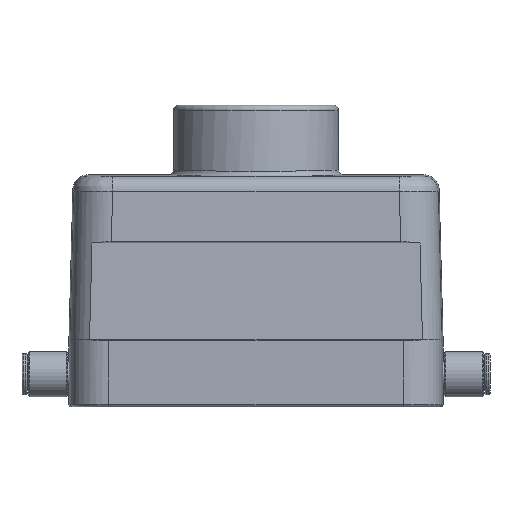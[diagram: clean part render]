
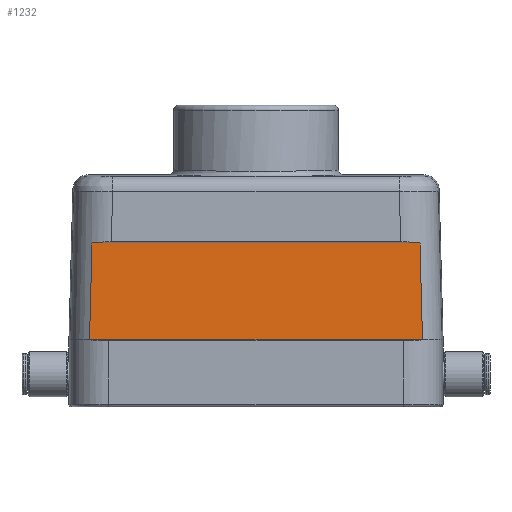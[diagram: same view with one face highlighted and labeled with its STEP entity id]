
A CAD part, front view. The second image highlights one B-rep face of the part: STEP entity #1232.
In plain terms, the highlighted planar face has unit normal (0, -1, 0.024).
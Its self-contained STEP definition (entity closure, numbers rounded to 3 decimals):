
#916=FACE_OUTER_BOUND('',#1891,.T.);
#1232=ADVANCED_FACE('',(#916),#1505,.T.);
#1505=PLANE('',#5495);
#1664=ELLIPSE('',#5493,316.467,7.5);
#1665=ELLIPSE('',#5494,316.467,7.5);
#1891=EDGE_LOOP('',(#2286,#2287,#2288,#2289,#2290,#2291,#2292,#2293));
#2286=ORIENTED_EDGE('',*,*,#3981,.T.);
#2287=ORIENTED_EDGE('',*,*,#3982,.F.);
#2288=ORIENTED_EDGE('',*,*,#3983,.F.);
#2289=ORIENTED_EDGE('',*,*,#3984,.F.);
#2290=ORIENTED_EDGE('',*,*,#3985,.F.);
#2291=ORIENTED_EDGE('',*,*,#3986,.T.);
#2292=ORIENTED_EDGE('',*,*,#3987,.T.);
#2293=ORIENTED_EDGE('',*,*,#3988,.F.);
#3546=VERTEX_POINT('',#7271);
#3547=VERTEX_POINT('',#7272);
#3548=VERTEX_POINT('',#7274);
#3549=VERTEX_POINT('',#7276);
#3550=VERTEX_POINT('',#7278);
#3551=VERTEX_POINT('',#7280);
#3552=VERTEX_POINT('',#7282);
#3553=VERTEX_POINT('',#7284);
#3981=EDGE_CURVE('',#3546,#3547,#4601,.T.);
#3982=EDGE_CURVE('',#3548,#3547,#1664,.T.);
#3983=EDGE_CURVE('',#3549,#3548,#4602,.T.);
#3984=EDGE_CURVE('',#3550,#3549,#4603,.T.);
#3985=EDGE_CURVE('',#3551,#3550,#4604,.T.);
#3986=EDGE_CURVE('',#3551,#3552,#4605,.T.);
#3987=EDGE_CURVE('',#3552,#3553,#4606,.T.);
#3988=EDGE_CURVE('',#3546,#3553,#1665,.T.);
#4601=LINE('',#7270,#4992);
#4602=LINE('',#7275,#4993);
#4603=LINE('',#7277,#4994);
#4604=LINE('',#7279,#4995);
#4605=LINE('',#7281,#4996);
#4606=LINE('',#7283,#4997);
#4992=VECTOR('',#5991,1.);
#4993=VECTOR('',#5994,1.);
#4994=VECTOR('',#5995,1.);
#4995=VECTOR('',#5996,1.);
#4996=VECTOR('',#5997,1.);
#4997=VECTOR('',#5998,1.);
#5493=AXIS2_PLACEMENT_3D('',#7273,#5992,#5993);
#5494=AXIS2_PLACEMENT_3D('',#7285,#5999,#6000);
#5495=AXIS2_PLACEMENT_3D('',#7286,#6001,#6002);
#5991=DIRECTION('',(1.,0.,0.));
#5992=DIRECTION('',(0.,1.,-0.024));
#5993=DIRECTION('',(0.,-0.024,-1.));
#5994=DIRECTION('',(0.026,-0.024,-0.999));
#5995=DIRECTION('',(0.026,-0.024,-0.999));
#5996=DIRECTION('',(1.,0.,0.));
#5997=DIRECTION('',(-0.026,-0.024,-0.999));
#5998=DIRECTION('',(-0.026,-0.024,-0.999));
#5999=DIRECTION('',(0.,1.,-0.024));
#6000=DIRECTION('',(0.,-0.024,-1.));
#6001=DIRECTION('',(0.,-1.,0.024));
#6002=DIRECTION('',(0.,-0.024,-1.));
#7270=CARTESIAN_POINT('',(-36.3,-20.5,3.838));
#7271=CARTESIAN_POINT('',(-32.296,-20.5,3.838));
#7272=CARTESIAN_POINT('',(32.296,-20.5,3.838));
#7273=CARTESIAN_POINT('',(28.554,-14.,278.032));
#7274=CARTESIAN_POINT('',(32.298,-20.499,3.881));
#7275=CARTESIAN_POINT('',(31.387,-19.661,39.213));
#7276=CARTESIAN_POINT('',(31.826,-20.065,22.205));
#7277=CARTESIAN_POINT('',(31.387,-19.661,39.213));
#7278=CARTESIAN_POINT('',(31.814,-20.053,22.674));
#7279=CARTESIAN_POINT('',(-36.3,-20.053,22.674));
#7280=CARTESIAN_POINT('',(-31.814,-20.053,22.674));
#7281=CARTESIAN_POINT('',(-31.387,-19.661,39.213));
#7282=CARTESIAN_POINT('',(-31.826,-20.065,22.205));
#7283=CARTESIAN_POINT('',(-31.387,-19.661,39.213));
#7284=CARTESIAN_POINT('',(-32.298,-20.499,3.881));
#7285=CARTESIAN_POINT('',(-28.554,-14.,278.032));
#7286=CARTESIAN_POINT('',(-36.3,-20.5,3.838));
